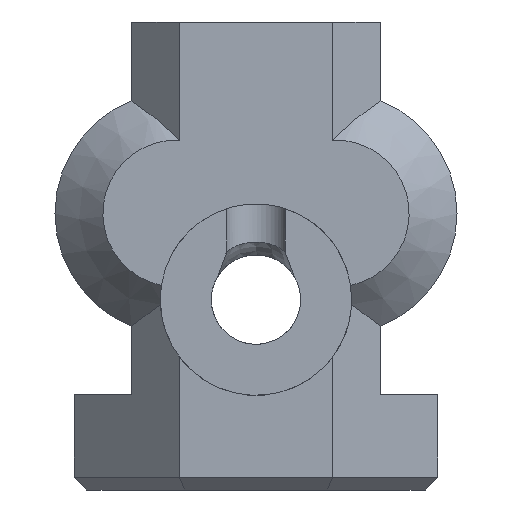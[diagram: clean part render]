
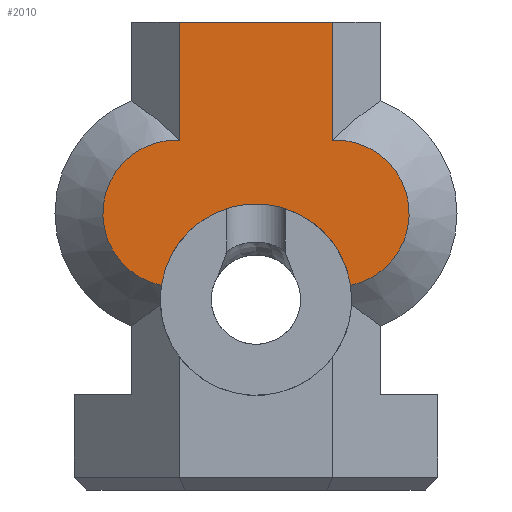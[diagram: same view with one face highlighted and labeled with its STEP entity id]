
A CAD part, front view. The second image highlights one B-rep face of the part: STEP entity #2010.
In plain terms, the highlighted planar face has unit normal (0, -1, 0).
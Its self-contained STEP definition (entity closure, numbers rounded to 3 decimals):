
#144=CIRCLE('',#2201,3.);
#146=CIRCLE('',#2204,2.3);
#147=CIRCLE('',#2206,2.3);
#239=FACE_OUTER_BOUND('',#354,.T.);
#354=EDGE_LOOP('',(#1726,#1727,#1728,#1729,#1730,#1731));
#534=LINE('',#3996,#714);
#535=LINE('',#3998,#715);
#536=LINE('',#4000,#716);
#714=VECTOR('',#2706,10.);
#715=VECTOR('',#2707,10.);
#716=VECTOR('',#2708,10.);
#935=VERTEX_POINT('',#3973);
#936=VERTEX_POINT('',#3978);
#938=VERTEX_POINT('',#3988);
#939=VERTEX_POINT('',#3995);
#940=VERTEX_POINT('',#3997);
#941=VERTEX_POINT('',#3999);
#1211=EDGE_CURVE('',#936,#935,#144,.T.);
#1216=EDGE_CURVE('',#938,#935,#146,.T.);
#1217=EDGE_CURVE('',#939,#938,#534,.T.);
#1218=EDGE_CURVE('',#939,#940,#535,.T.);
#1219=EDGE_CURVE('',#941,#940,#536,.T.);
#1220=EDGE_CURVE('',#936,#941,#147,.T.);
#1726=ORIENTED_EDGE('',*,*,#1211,.T.);
#1727=ORIENTED_EDGE('',*,*,#1216,.F.);
#1728=ORIENTED_EDGE('',*,*,#1217,.F.);
#1729=ORIENTED_EDGE('',*,*,#1218,.T.);
#1730=ORIENTED_EDGE('',*,*,#1219,.F.);
#1731=ORIENTED_EDGE('',*,*,#1220,.F.);
#1908=PLANE('',#2205);
#2010=ADVANCED_FACE('',(#239),#1908,.F.);
#2201=AXIS2_PLACEMENT_3D('',#3979,#2695,#2696);
#2204=AXIS2_PLACEMENT_3D('',#3993,#2702,#2703);
#2205=AXIS2_PLACEMENT_3D('',#3994,#2704,#2705);
#2206=AXIS2_PLACEMENT_3D('',#4001,#2709,#2710);
#2695=DIRECTION('center_axis',(0.,1.,0.));
#2696=DIRECTION('ref_axis',(1.,0.,0.));
#2702=DIRECTION('center_axis',(0.,1.,0.));
#2703=DIRECTION('ref_axis',(1.,0.,0.));
#2704=DIRECTION('center_axis',(0.,1.,0.));
#2705=DIRECTION('ref_axis',(0.,0.,1.));
#2706=DIRECTION('',(0.,0.,-1.));
#2707=DIRECTION('',(-1.,0.,0.));
#2708=DIRECTION('',(0.,0.,1.));
#2709=DIRECTION('center_axis',(0.,1.,0.));
#2710=DIRECTION('ref_axis',(-1.,0.,0.));
#3973=CARTESIAN_POINT('',(10.466,65.25,7.748));
#3978=CARTESIAN_POINT('',(4.534,65.25,7.748));
#3979=CARTESIAN_POINT('Origin',(7.5,65.25,7.3));
#3988=CARTESIAN_POINT('',(9.9,65.25,12.298));
#3993=CARTESIAN_POINT('Origin',(10.,65.25,10.));
#3994=CARTESIAN_POINT('Origin',(7.5,65.25,9.667));
#3995=CARTESIAN_POINT('',(9.9,65.25,16.));
#3996=CARTESIAN_POINT('',(9.9,65.25,11.667));
#3997=CARTESIAN_POINT('',(5.1,65.25,16.));
#3998=CARTESIAN_POINT('',(9.55,65.25,16.));
#3999=CARTESIAN_POINT('',(5.1,65.25,12.298));
#4000=CARTESIAN_POINT('',(5.1,65.25,12.833));
#4001=CARTESIAN_POINT('Origin',(5.,65.25,10.));
